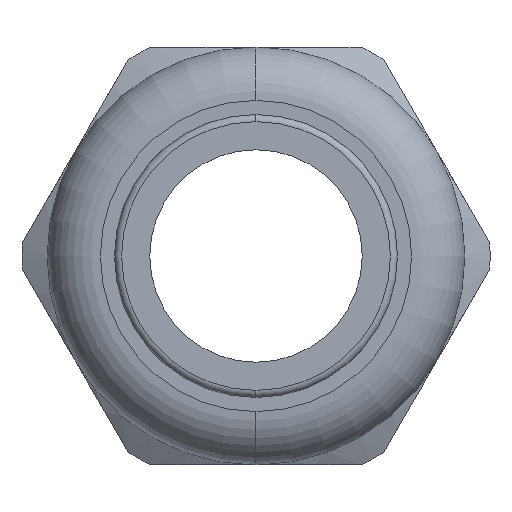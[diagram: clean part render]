
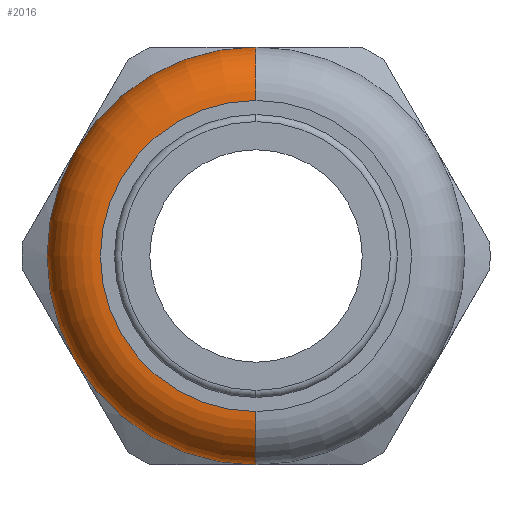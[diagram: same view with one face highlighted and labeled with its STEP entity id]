
A CAD part, left-side view. The second image highlights one B-rep face of the part: STEP entity #2016.
In plain terms, the highlighted toroidal (fillet/blend) face has major radius 5.578 mm and minor radius 1.915 mm.
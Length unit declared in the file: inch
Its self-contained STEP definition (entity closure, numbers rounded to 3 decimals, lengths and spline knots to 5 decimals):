
#2016 = ADVANCED_FACE ( 'NONE', ( #2331 ), #2330, .T. ) ;
#2017 = ORIENTED_EDGE ( 'NONE', *, *, #2018, .F. ) ;
#2018 = EDGE_CURVE ( 'NONE', #2019, #2020, #2324, .T. ) ;
#2019 = VERTEX_POINT ( 'NONE', #2320 ) ;
#2020 = VERTEX_POINT ( 'NONE', #2319 ) ;
#2028 = VERTEX_POINT ( 'NONE', #2370 ) ;
#2029 = ORIENTED_EDGE ( 'NONE', *, *, #2030, .F. ) ;
#2030 = EDGE_CURVE ( 'NONE', #2020, #2028, #2368, .T. ) ;
#2042 = EDGE_LOOP ( 'NONE', ( #2017, #2044, #2047, #2029 ) ) ;
#2044 = ORIENTED_EDGE ( 'NONE', *, *, #2045, .T. ) ;
#2045 = EDGE_CURVE ( 'NONE', #2019, #2046, #2408, .T. ) ;
#2046 = VERTEX_POINT ( 'NONE', #2403 ) ;
#2047 = ORIENTED_EDGE ( 'NONE', *, *, #2048, .F. ) ;
#2048 = EDGE_CURVE ( 'NONE', #2028, #2046, #2402, .T. ) ;
#2319 = CARTESIAN_POINT ( 'NONE',  ( -0.83, 0., -0.2196 ) ) ;
#2320 = CARTESIAN_POINT ( 'NONE',  ( -0.83, 0., 0.2196 ) ) ;
#2321 = DIRECTION ( 'NONE',  ( 0., 0., -1. ) ) ;
#2322 = DIRECTION ( 'NONE',  ( -1., 0., 0. ) ) ;
#2323 = AXIS2_PLACEMENT_3D ( 'NONE', #2329, #2322, #2321 ) ;
#2324 = CIRCLE ( 'NONE', #2323, 0.2196 ) ;
#2325 = DIRECTION ( 'NONE',  ( 0., 0., -1. ) ) ;
#2326 = DIRECTION ( 'NONE',  ( 1., 0., 0. ) ) ;
#2327 = CARTESIAN_POINT ( 'NONE',  ( -0.7546, 0., 0. ) ) ;
#2328 = AXIS2_PLACEMENT_3D ( 'NONE', #2327, #2326, #2325 ) ;
#2329 = CARTESIAN_POINT ( 'NONE',  ( -0.83, 0., 0. ) ) ;
#2330 = TOROIDAL_SURFACE ( 'NONE', #2328, 0.2196, 0.0754 ) ;
#2331 = FACE_OUTER_BOUND ( 'NONE', #2042, .T. ) ;
#2364 = DIRECTION ( 'NONE',  ( 0., 0., -1. ) ) ;
#2365 = DIRECTION ( 'NONE',  ( 0., -1., 0. ) ) ;
#2366 = CARTESIAN_POINT ( 'NONE',  ( -0.7546, 0., -0.2196 ) ) ;
#2367 = AXIS2_PLACEMENT_3D ( 'NONE', #2366, #2365, #2364 ) ;
#2368 = CIRCLE ( 'NONE', #2367, 0.0754 ) ;
#2370 = CARTESIAN_POINT ( 'NONE',  ( -0.7546, 0., -0.295 ) ) ;
#2398 = DIRECTION ( 'NONE',  ( 0., 0., -1. ) ) ;
#2399 = DIRECTION ( 'NONE',  ( 1., 0., 0. ) ) ;
#2400 = CARTESIAN_POINT ( 'NONE',  ( -0.7546, 0., 0. ) ) ;
#2401 = AXIS2_PLACEMENT_3D ( 'NONE', #2400, #2399, #2398 ) ;
#2402 = CIRCLE ( 'NONE', #2401, 0.295 ) ;
#2403 = CARTESIAN_POINT ( 'NONE',  ( -0.7546, 0., 0.295 ) ) ;
#2404 = DIRECTION ( 'NONE',  ( 0., 0., 1. ) ) ;
#2405 = DIRECTION ( 'NONE',  ( 0., 1., 0. ) ) ;
#2406 = CARTESIAN_POINT ( 'NONE',  ( -0.7546, 0., 0.2196 ) ) ;
#2407 = AXIS2_PLACEMENT_3D ( 'NONE', #2406, #2405, #2404 ) ;
#2408 = CIRCLE ( 'NONE', #2407, 0.0754 ) ;
